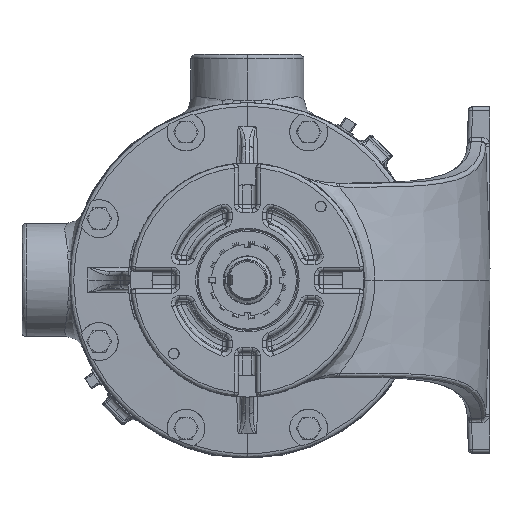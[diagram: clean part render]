
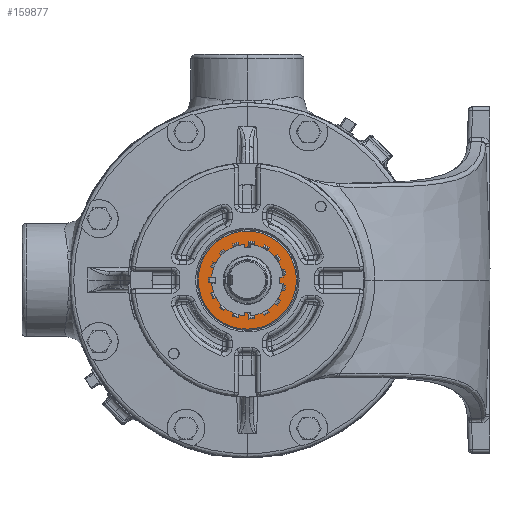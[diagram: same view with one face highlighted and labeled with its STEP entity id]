
A CAD part, left-side view. The second image highlights one B-rep face of the part: STEP entity #159877.
In plain terms, the highlighted planar face has unit normal (-1, 0, 0).
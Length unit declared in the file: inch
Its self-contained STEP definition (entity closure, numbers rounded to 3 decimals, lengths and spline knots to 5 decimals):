
#4054 = DIRECTION ( 'NONE',  ( 0., 0., -1. ) ) ;
#24981 = EDGE_CURVE ( 'NONE', #84845, #94934, #230542, .T. ) ;
#36413 = EDGE_CURVE ( 'NONE', #94934, #84845, #217704, .T. ) ;
#37402 = EDGE_CURVE ( 'NONE', #193237, #169966, #208245, .T. ) ;
#41029 = ORIENTED_EDGE ( 'NONE', *, *, #36413, .F. ) ;
#42984 = EDGE_CURVE ( 'NONE', #169966, #193237, #237392, .T. ) ;
#45850 = CARTESIAN_POINT ( 'NONE',  ( -11.69299, 0., -0.855 ) ) ;
#47348 = FACE_BOUND ( 'NONE', #107026, .T. ) ;
#47940 = CARTESIAN_POINT ( 'NONE',  ( -11.69299, 0., 0. ) ) ;
#56538 = ORIENTED_EDGE ( 'NONE', *, *, #42984, .F. ) ;
#59538 = CARTESIAN_POINT ( 'NONE',  ( -11.69299, 0., 1.415 ) ) ;
#66486 = DIRECTION ( 'NONE',  ( 0., 0., -1. ) ) ;
#84845 = VERTEX_POINT ( 'NONE', #162944 ) ;
#93477 = DIRECTION ( 'NONE',  ( -1., 0., 0. ) ) ;
#94934 = VERTEX_POINT ( 'NONE', #59538 ) ;
#95160 = PLANE ( 'NONE',  #163622 ) ;
#102441 = DIRECTION ( 'NONE',  ( 1., 0., 0. ) ) ;
#107026 = EDGE_LOOP ( 'NONE', ( #56538, #232169 ) ) ;
#109511 = CARTESIAN_POINT ( 'NONE',  ( -11.69299, 0., 0. ) ) ;
#114619 = DIRECTION ( 'NONE',  ( 1., 0., 0. ) ) ;
#128160 = DIRECTION ( 'NONE',  ( 0., 0., 1. ) ) ;
#145682 = CARTESIAN_POINT ( 'NONE',  ( -11.69299, 0., 0.855 ) ) ;
#159877 = ADVANCED_FACE ( 'NONE', ( #188884, #47348 ), #95160, .F. ) ;
#162944 = CARTESIAN_POINT ( 'NONE',  ( -11.69299, 0., -1.415 ) ) ;
#163622 = AXIS2_PLACEMENT_3D ( 'NONE', #225203, #114619, #4054 ) ;
#169966 = VERTEX_POINT ( 'NONE', #145682 ) ;
#171488 = AXIS2_PLACEMENT_3D ( 'NONE', #109511, #238704, #128160 ) ;
#177112 = DIRECTION ( 'NONE',  ( 1., 0., 0. ) ) ;
#182707 = AXIS2_PLACEMENT_3D ( 'NONE', #204139, #93477, #222695 ) ;
#188884 = FACE_OUTER_BOUND ( 'NONE', #189059, .T. ) ;
#189059 = EDGE_LOOP ( 'NONE', ( #223958, #41029 ) ) ;
#193237 = VERTEX_POINT ( 'NONE', #45850 ) ;
#193329 = AXIS2_PLACEMENT_3D ( 'NONE', #47940, #177112, #66486 ) ;
#204139 = CARTESIAN_POINT ( 'NONE',  ( -11.69299, 0., 0. ) ) ;
#208245 = CIRCLE ( 'NONE', #182707, 0.855 ) ;
#213082 = CARTESIAN_POINT ( 'NONE',  ( -11.69299, 0., 0. ) ) ;
#215233 = AXIS2_PLACEMENT_3D ( 'NONE', #213082, #102441, #231675 ) ;
#217704 = CIRCLE ( 'NONE', #193329, 1.415 ) ;
#222695 = DIRECTION ( 'NONE',  ( 0., 0., 1. ) ) ;
#223958 = ORIENTED_EDGE ( 'NONE', *, *, #24981, .F. ) ;
#225203 = CARTESIAN_POINT ( 'NONE',  ( -11.69299, 0.855, 0. ) ) ;
#230542 = CIRCLE ( 'NONE', #215233, 1.415 ) ;
#231675 = DIRECTION ( 'NONE',  ( 0., 0., -1. ) ) ;
#232169 = ORIENTED_EDGE ( 'NONE', *, *, #37402, .F. ) ;
#237392 = CIRCLE ( 'NONE', #171488, 0.855 ) ;
#238704 = DIRECTION ( 'NONE',  ( -1., 0., 0. ) ) ;
